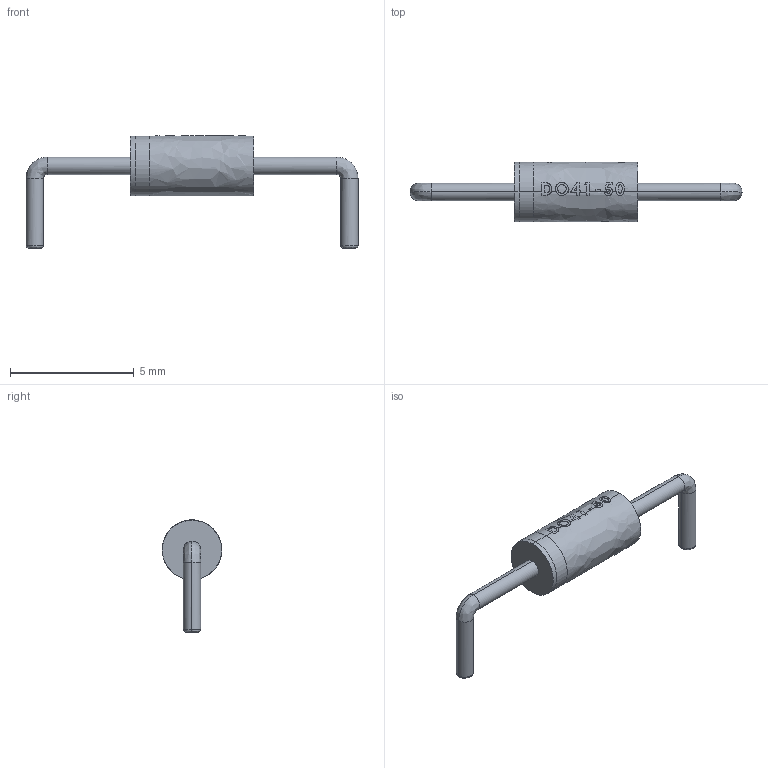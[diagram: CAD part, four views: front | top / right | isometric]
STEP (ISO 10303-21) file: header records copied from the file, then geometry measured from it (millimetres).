
FILE_DESCRIPTION (( 'STEP AP214' ), '1' );
FILE_NAME ('DO-41 (500mil).STEP', '2019-07-09T16:47:53', ( '' ), ( '' ), 'SwSTEP 2.0', 'SolidWorks 2018', '' );
FILE_SCHEMA (( 'AUTOMOTIVE_DESIGN' ));
Length unit declared in the file: millimetre
Products named in the file (1): DO-41 (500mil)
Bounding box: 13.4 x 2.4 x 4.53 mm (x, y, z)
Volume: 28 mm3; surface area: 77.1 mm2
Topology: 1 solids, 1 shells, 37 faces, 135 edges, 107 vertices
Faces by surface type: bspline 37
Entity records: 2524 total; most frequent: CARTESIAN_POINT 1345, ORIENTED_EDGE 270, EDGE_CURVE 135, VERTEX_POINT 107, B_SPLINE_CURVE_WITH_KNOTS 90, EDGE_LOOP 44, UNCERTAINTY_MEASURE_WITH_UNIT 40, SURFACE_SIDE_STYLE 39
